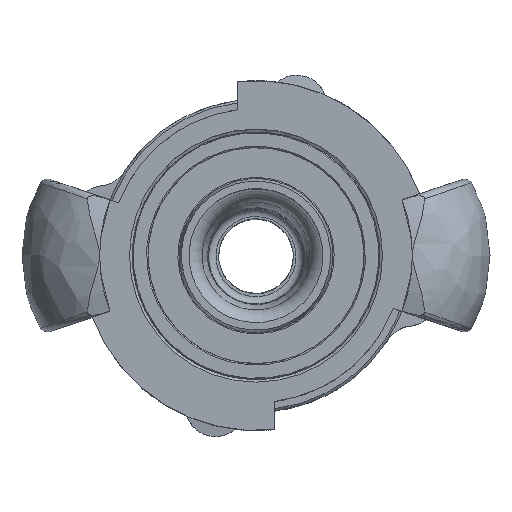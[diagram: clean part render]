
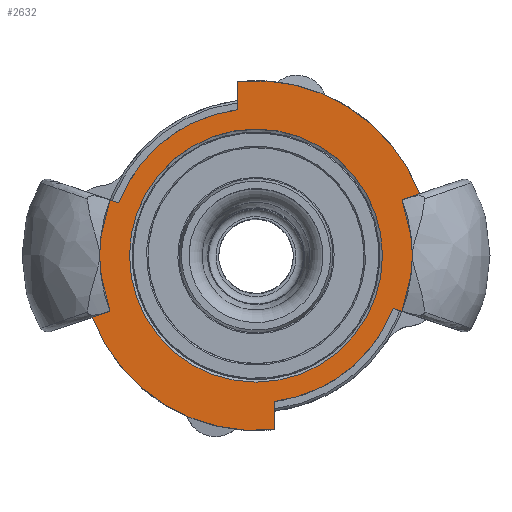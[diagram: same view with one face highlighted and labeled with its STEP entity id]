
A CAD part, top view. The second image highlights one B-rep face of the part: STEP entity #2632.
In plain terms, the highlighted planar face has unit normal (0, 0, 1).
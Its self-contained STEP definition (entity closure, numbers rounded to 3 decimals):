
#110=FACE_BOUND('',#400,.T.);
#159=PLANE('',#2886);
#253=FACE_OUTER_BOUND('',#399,.T.);
#399=EDGE_LOOP('',(#1974,#1975,#1976,#1977,#1978,#1979,#1980,#1981,#1982,
#1983,#1984,#1985));
#400=EDGE_LOOP('',(#1986,#1987));
#573=CIRCLE('',#2864,17.);
#574=CIRCLE('',#2865,17.);
#583=CIRCLE('',#2878,19.75);
#586=CIRCLE('',#2882,19.75);
#589=CIRCLE('',#2887,25.5);
#590=CIRCLE('',#2888,23.497);
#591=CIRCLE('',#2889,25.5);
#592=CIRCLE('',#2890,23.5);
#744=LINE('',#4845,#863);
#745=LINE('',#4849,#864);
#746=LINE('',#4852,#865);
#747=LINE('',#4854,#866);
#748=LINE('',#4858,#867);
#749=LINE('',#4861,#868);
#863=VECTOR('',#3436,10.);
#864=VECTOR('',#3439,10.);
#865=VECTOR('',#3442,10.);
#866=VECTOR('',#3443,10.);
#867=VECTOR('',#3446,10.);
#868=VECTOR('',#3449,10.);
#1041=VERTEX_POINT('',#4390);
#1042=VERTEX_POINT('',#4391);
#1065=VERTEX_POINT('',#4729);
#1066=VERTEX_POINT('',#4731);
#1072=VERTEX_POINT('',#4779);
#1073=VERTEX_POINT('',#4781);
#1080=VERTEX_POINT('',#4844);
#1081=VERTEX_POINT('',#4846);
#1082=VERTEX_POINT('',#4848);
#1083=VERTEX_POINT('',#4850);
#1084=VERTEX_POINT('',#4853);
#1085=VERTEX_POINT('',#4855);
#1086=VERTEX_POINT('',#4857);
#1087=VERTEX_POINT('',#4859);
#1364=EDGE_CURVE('',#1041,#1042,#573,.T.);
#1365=EDGE_CURVE('',#1042,#1041,#574,.T.);
#1395=EDGE_CURVE('',#1065,#1066,#583,.T.);
#1403=EDGE_CURVE('',#1072,#1073,#586,.T.);
#1411=EDGE_CURVE('',#1080,#1072,#744,.T.);
#1412=EDGE_CURVE('',#1081,#1080,#589,.T.);
#1413=EDGE_CURVE('',#1082,#1081,#745,.T.);
#1414=EDGE_CURVE('',#1082,#1083,#590,.T.);
#1415=EDGE_CURVE('',#1083,#1066,#746,.T.);
#1416=EDGE_CURVE('',#1084,#1065,#747,.T.);
#1417=EDGE_CURVE('',#1085,#1084,#591,.T.);
#1418=EDGE_CURVE('',#1086,#1085,#748,.T.);
#1419=EDGE_CURVE('',#1086,#1087,#592,.T.);
#1420=EDGE_CURVE('',#1087,#1073,#749,.T.);
#1974=ORIENTED_EDGE('',*,*,#1411,.F.);
#1975=ORIENTED_EDGE('',*,*,#1412,.F.);
#1976=ORIENTED_EDGE('',*,*,#1413,.F.);
#1977=ORIENTED_EDGE('',*,*,#1414,.T.);
#1978=ORIENTED_EDGE('',*,*,#1415,.T.);
#1979=ORIENTED_EDGE('',*,*,#1395,.F.);
#1980=ORIENTED_EDGE('',*,*,#1416,.F.);
#1981=ORIENTED_EDGE('',*,*,#1417,.F.);
#1982=ORIENTED_EDGE('',*,*,#1418,.F.);
#1983=ORIENTED_EDGE('',*,*,#1419,.T.);
#1984=ORIENTED_EDGE('',*,*,#1420,.T.);
#1985=ORIENTED_EDGE('',*,*,#1403,.F.);
#1986=ORIENTED_EDGE('',*,*,#1364,.T.);
#1987=ORIENTED_EDGE('',*,*,#1365,.T.);
#2632=ADVANCED_FACE('',(#253,#110),#159,.F.);
#2864=AXIS2_PLACEMENT_3D('',#4392,#3381,#3382);
#2865=AXIS2_PLACEMENT_3D('',#4393,#3383,#3384);
#2878=AXIS2_PLACEMENT_3D('',#4732,#3413,#3414);
#2882=AXIS2_PLACEMENT_3D('',#4782,#3424,#3425);
#2886=AXIS2_PLACEMENT_3D('',#4843,#3434,#3435);
#2887=AXIS2_PLACEMENT_3D('',#4847,#3437,#3438);
#2888=AXIS2_PLACEMENT_3D('',#4851,#3440,#3441);
#2889=AXIS2_PLACEMENT_3D('',#4856,#3444,#3445);
#2890=AXIS2_PLACEMENT_3D('',#4860,#3447,#3448);
#3381=DIRECTION('center_axis',(0.,0.,-1.));
#3382=DIRECTION('ref_axis',(1.,0.,0.));
#3383=DIRECTION('center_axis',(0.,0.,-1.));
#3384=DIRECTION('ref_axis',(1.,0.,0.));
#3413=DIRECTION('center_axis',(0.,0.,-1.));
#3414=DIRECTION('ref_axis',(-1.,0.,0.));
#3424=DIRECTION('center_axis',(0.,0.,-1.));
#3425=DIRECTION('ref_axis',(-1.,0.,0.));
#3434=DIRECTION('center_axis',(0.,0.,-1.));
#3435=DIRECTION('ref_axis',(-1.,0.,0.));
#3436=DIRECTION('',(-0.948,0.319,0.));
#3437=DIRECTION('center_axis',(0.,0.,-1.));
#3438=DIRECTION('ref_axis',(0.,-1.,0.));
#3439=DIRECTION('',(0.948,0.319,0.));
#3440=DIRECTION('center_axis',(0.,0.,1.));
#3441=DIRECTION('ref_axis',(0.936,0.353,0.));
#3442=DIRECTION('',(0.,-1.,0.));
#3443=DIRECTION('',(0.948,-0.319,0.));
#3444=DIRECTION('center_axis',(0.,0.,-1.));
#3445=DIRECTION('ref_axis',(0.,-1.,0.));
#3446=DIRECTION('',(-0.948,-0.319,0.));
#3447=DIRECTION('center_axis',(0.,0.,1.));
#3448=DIRECTION('ref_axis',(-0.936,-0.353,0.));
#3449=DIRECTION('',(0.,1.,0.));
#4390=CARTESIAN_POINT('',(17.,0.,1.162));
#4391=CARTESIAN_POINT('',(-17.,0.,1.162));
#4392=CARTESIAN_POINT('Origin',(0.,0.,1.162));
#4393=CARTESIAN_POINT('Origin',(0.,0.,1.162));
#4729=CARTESIAN_POINT('',(-18.429,7.101,1.162));
#4731=CARTESIAN_POINT('',(-2.5,19.591,1.162));
#4732=CARTESIAN_POINT('Origin',(0.,0.,1.162));
#4779=CARTESIAN_POINT('',(18.429,-7.101,1.162));
#4781=CARTESIAN_POINT('',(2.5,-19.591,1.162));
#4782=CARTESIAN_POINT('Origin',(0.,0.,1.162));
#4843=CARTESIAN_POINT('Origin',(0.,-12.75,1.162));
#4844=CARTESIAN_POINT('',(23.883,-8.937,1.162));
#4845=CARTESIAN_POINT('',(16.054,-6.301,1.162));
#4846=CARTESIAN_POINT('',(23.883,8.937,1.162));
#4847=CARTESIAN_POINT('Origin',(0.,0.,1.162));
#4848=CARTESIAN_POINT('',(21.984,8.298,1.162));
#4849=CARTESIAN_POINT('',(7.151,3.302,1.162));
#4850=CARTESIAN_POINT('',(-2.5,23.364,1.162));
#4851=CARTESIAN_POINT('Origin',(0.,0.,1.162));
#4852=CARTESIAN_POINT('',(-2.5,0.,1.162));
#4853=CARTESIAN_POINT('',(-23.883,8.937,1.162));
#4854=CARTESIAN_POINT('',(-12.197,5.002,1.162));
#4855=CARTESIAN_POINT('',(-23.883,-8.937,1.162));
#4856=CARTESIAN_POINT('Origin',(0.,0.,1.162));
#4857=CARTESIAN_POINT('',(-21.986,-8.299,1.162));
#4858=CARTESIAN_POINT('',(-11.008,-4.601,1.162));
#4859=CARTESIAN_POINT('',(2.5,-23.367,1.162));
#4860=CARTESIAN_POINT('Origin',(0.,0.,1.162));
#4861=CARTESIAN_POINT('',(2.5,0.,1.162));
